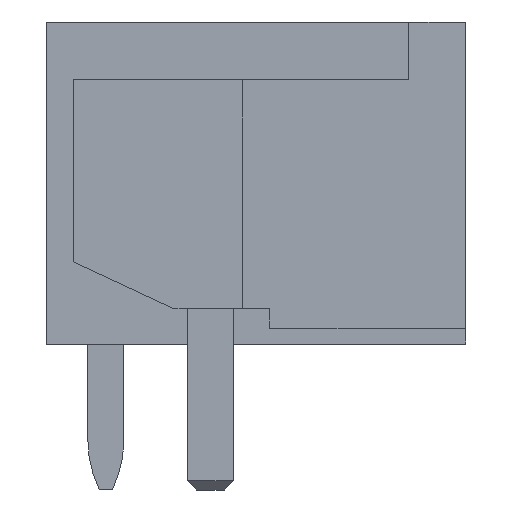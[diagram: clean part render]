
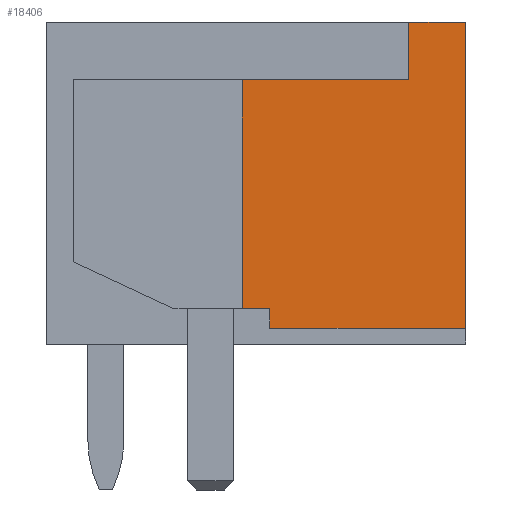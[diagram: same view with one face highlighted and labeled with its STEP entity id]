
A CAD part, left-side view. The second image highlights one B-rep face of the part: STEP entity #18406.
In plain terms, the highlighted planar face has unit normal (-1, 0, 0).
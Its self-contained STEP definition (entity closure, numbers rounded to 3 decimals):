
#18375=AXIS2_PLACEMENT_3D('Plane Axis2P3D',#18372,#18373,#18374) ;
#782=CARTESIAN_POINT('Vertex',(0.,0.,10.27)) ;
#785=CARTESIAN_POINT('Line Origine',(0.,0.,6.91)) ;
#789=CARTESIAN_POINT('Vertex',(0.,0.,3.55)) ;
#2629=CARTESIAN_POINT('Vertex',(0.,1.25,10.27)) ;
#2632=CARTESIAN_POINT('Line Origine',(0.,0.625,10.27)) ;
#18309=CARTESIAN_POINT('Vertex',(0.,4.3,3.55)) ;
#18312=CARTESIAN_POINT('Line Origine',(0.,4.3,3.765)) ;
#18316=CARTESIAN_POINT('Vertex',(0.,4.3,3.98)) ;
#18336=CARTESIAN_POINT('Line Origine',(0.,2.15,3.55)) ;
#18357=CARTESIAN_POINT('Vertex',(0.,1.25,9.)) ;
#18360=CARTESIAN_POINT('Line Origine',(0.,1.25,9.635)) ;
#18372=CARTESIAN_POINT('Axis2P3D Location',(0.,0.,0.)) ;
#18377=CARTESIAN_POINT('Line Origine',(0.,4.6,3.98)) ;
#18381=CARTESIAN_POINT('Vertex',(0.,4.9,3.98)) ;
#18384=CARTESIAN_POINT('Line Origine',(0.,3.075,9.)) ;
#18388=CARTESIAN_POINT('Vertex',(0.,4.9,9.)) ;
#18391=CARTESIAN_POINT('Line Origine',(0.,4.9,6.49)) ;
#786=DIRECTION('Vector Direction',(0.,0.,-1.)) ;
#2633=DIRECTION('Vector Direction',(0.,-1.,0.)) ;
#18313=DIRECTION('Vector Direction',(0.,0.,1.)) ;
#18337=DIRECTION('Vector Direction',(0.,1.,0.)) ;
#18361=DIRECTION('Vector Direction',(0.,0.,1.)) ;
#18373=DIRECTION('Axis2P3D Direction',(-1.,0.,0.)) ;
#18374=DIRECTION('Axis2P3D XDirection',(0.,-1.,0.)) ;
#18378=DIRECTION('Vector Direction',(0.,1.,0.)) ;
#18385=DIRECTION('Vector Direction',(0.,-1.,0.)) ;
#18392=DIRECTION('Vector Direction',(0.,0.,-1.)) ;
#787=VECTOR('Line Direction',#786,1.) ;
#2634=VECTOR('Line Direction',#2633,1.) ;
#18314=VECTOR('Line Direction',#18313,1.) ;
#18338=VECTOR('Line Direction',#18337,1.) ;
#18362=VECTOR('Line Direction',#18361,1.) ;
#18379=VECTOR('Line Direction',#18378,1.) ;
#18386=VECTOR('Line Direction',#18385,1.) ;
#18393=VECTOR('Line Direction',#18392,1.) ;
#18397=ORIENTED_EDGE('',*,*,#18383,.T.) ;
#18398=ORIENTED_EDGE('',*,*,#18318,.T.) ;
#18399=ORIENTED_EDGE('',*,*,#18340,.T.) ;
#18400=ORIENTED_EDGE('',*,*,#791,.T.) ;
#18401=ORIENTED_EDGE('',*,*,#2636,.T.) ;
#18402=ORIENTED_EDGE('',*,*,#18364,.T.) ;
#18403=ORIENTED_EDGE('',*,*,#18390,.T.) ;
#18404=ORIENTED_EDGE('',*,*,#18395,.T.) ;
#18406=ADVANCED_FACE('HOUSING',(#18405),#18376,.T.) ;
#791=EDGE_CURVE('',#790,#783,#788,.F.) ;
#2636=EDGE_CURVE('',#783,#2630,#2635,.F.) ;
#18318=EDGE_CURVE('',#18317,#18310,#18315,.F.) ;
#18340=EDGE_CURVE('',#18310,#790,#18339,.F.) ;
#18364=EDGE_CURVE('',#2630,#18358,#18363,.F.) ;
#18383=EDGE_CURVE('',#18382,#18317,#18380,.F.) ;
#18390=EDGE_CURVE('',#18358,#18389,#18387,.F.) ;
#18395=EDGE_CURVE('',#18389,#18382,#18394,.T.) ;
#18396=EDGE_LOOP('',(#18397,#18398,#18399,#18400,#18401,#18402,#18403,#18404)) ;
#18405=FACE_OUTER_BOUND('',#18396,.T.) ;
#788=LINE('Line',#785,#787) ;
#2635=LINE('Line',#2632,#2634) ;
#18315=LINE('Line',#18312,#18314) ;
#18339=LINE('Line',#18336,#18338) ;
#18363=LINE('Line',#18360,#18362) ;
#18380=LINE('Line',#18377,#18379) ;
#18387=LINE('Line',#18384,#18386) ;
#18394=LINE('Line',#18391,#18393) ;
#18376=PLANE('',#18375) ;
#783=VERTEX_POINT('',#782) ;
#790=VERTEX_POINT('',#789) ;
#2630=VERTEX_POINT('',#2629) ;
#18310=VERTEX_POINT('',#18309) ;
#18317=VERTEX_POINT('',#18316) ;
#18358=VERTEX_POINT('',#18357) ;
#18382=VERTEX_POINT('',#18381) ;
#18389=VERTEX_POINT('',#18388) ;
